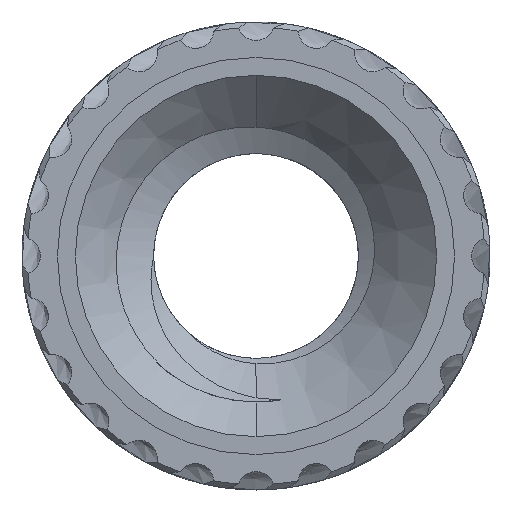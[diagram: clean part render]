
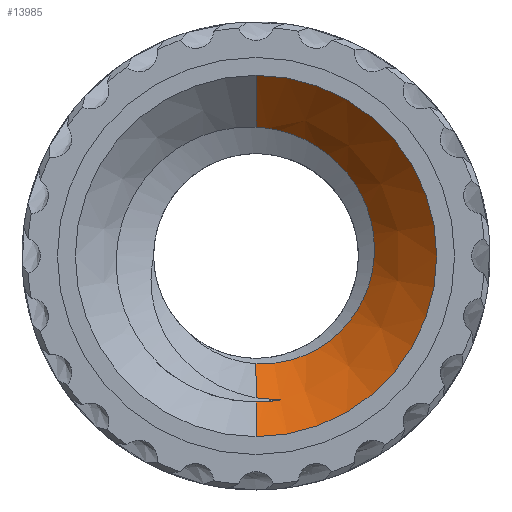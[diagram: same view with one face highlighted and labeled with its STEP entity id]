
A CAD part, front view. The second image highlights one B-rep face of the part: STEP entity #13985.
In plain terms, the highlighted conical face has half-angle 45 degrees and reference radius 2.138 mm.
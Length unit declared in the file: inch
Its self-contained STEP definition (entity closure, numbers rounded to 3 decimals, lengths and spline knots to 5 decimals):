
#362 = VERTEX_POINT ( 'NONE', #3923 ) ;
#378 = CARTESIAN_POINT ( 'NONE',  ( 0., 0., -0.08417 ) ) ;
#602 = VERTEX_POINT ( 'NONE', #10014 ) ;
#861 = CARTESIAN_POINT ( 'NONE',  ( 0., 0., 0. ) ) ;
#962 = CONICAL_SURFACE ( 'NONE', #10669, 0.08417, 0.785 ) ;
#1033 = CARTESIAN_POINT ( 'NONE',  ( 0.0279, 0.03224, -0.04394 ) ) ;
#1044 = CARTESIAN_POINT ( 'NONE',  ( 0.01125, 0.01617, -0.06706 ) ) ;
#1087 = CARTESIAN_POINT ( 'NONE',  ( 0.0336, 0.02607, 0.04794 ) ) ;
#1664 = VERTEX_POINT ( 'NONE', #378 ) ;
#1815 = CARTESIAN_POINT ( 'NONE',  ( 0., 0., -0.08417 ) ) ;
#1829 = EDGE_LOOP ( 'NONE', ( #11495, #8690, #4550, #5301, #3667, #13008, #6813 ) ) ;
#1934 = CARTESIAN_POINT ( 'NONE',  ( 0., 0.01617, -0.068 ) ) ;
#2216 = CARTESIAN_POINT ( 'NONE',  ( 0.03675, 0.0316, -0.03775 ) ) ;
#2228 = CARTESIAN_POINT ( 'NONE',  ( 0.0037, 0.01745, -0.06671 ) ) ;
#2270 = CARTESIAN_POINT ( 'NONE',  ( 0.01765, 0.02507, 0.05651 ) ) ;
#2881 = EDGE_CURVE ( 'NONE', #1664, #3127, #4878, .T. ) ;
#3127 = VERTEX_POINT ( 'NONE', #14381 ) ;
#3223 = DIRECTION ( 'NONE',  ( 0., -1., 0. ) ) ;
#3378 = DIRECTION ( 'NONE',  ( 0., -1., 0. ) ) ;
#3391 = CARTESIAN_POINT ( 'NONE',  ( 0.04852, 0.03053, -0.02397 ) ) ;
#3445 = CARTESIAN_POINT ( 'NONE',  ( 0.00717, 0.02449, 0.05936 ) ) ;
#3451 = VECTOR ( 'NONE', #13140, 39.37008 ) ;
#3667 = ORIENTED_EDGE ( 'NONE', *, *, #13492, .F. ) ;
#3921 = VECTOR ( 'NONE', #14307, 39.37008 ) ;
#3923 = CARTESIAN_POINT ( 'NONE',  ( 0., 0.01808, -0.06609 ) ) ;
#4103 = B_SPLINE_CURVE_WITH_KNOTS ( 'NONE', 3,
 ( #1044, #9102, #2228, #10240 ),
 .UNSPECIFIED., .F., .F.,
 ( 4, 4 ),
 ( 0., 0.00029 ),
 .UNSPECIFIED. ) ;
#4392 = CARTESIAN_POINT ( 'NONE',  ( 0., 0.02412, 0.06005 ) ) ;
#4459 = CARTESIAN_POINT ( 'NONE',  ( 0., 0., 0. ) ) ;
#4550 = ORIENTED_EDGE ( 'NONE', *, *, #5754, .T. ) ;
#4555 = CARTESIAN_POINT ( 'NONE',  ( 0.05361, 0.02967, -0.01042 ) ) ;
#4600 = CARTESIAN_POINT ( 'NONE',  ( 0., 0.02412, 0.06005 ) ) ;
#4878 = CIRCLE ( 'NONE', #7102, 0.08417 ) ;
#5086 = EDGE_CURVE ( 'NONE', #12504, #1664, #6856, .T. ) ;
#5301 = ORIENTED_EDGE ( 'NONE', *, *, #10233, .F. ) ;
#5332 = B_SPLINE_CURVE_WITH_KNOTS ( 'NONE', 3,
 ( #6796, #13439, #14496, #7957, #1033, #9089, #2216, #10226, #3391, #11323, #4555, #12440, #5701, #13496, #6852, #14543, #8002, #1087, #9140, #2270, #10273, #3445, #11375, #4600 ),
 .UNSPECIFIED., .F., .F.,
 ( 4, 2, 2, 2, 2, 2, 2, 2, 2, 2, 2, 4 ),
 ( 0.00096, 0.00151, 0.00179, 0.00206, 0.00261, 0.00289, 0.00316, 0.00371, 0.00426, 0.00481, 0.00508, 0.00536 ),
 .UNSPECIFIED. ) ;
#5608 = DIRECTION ( 'NONE',  ( 0., 0., -1. ) ) ;
#5701 = CARTESIAN_POINT ( 'NONE',  ( 0.05522, 0.02907, 0.00032 ) ) ;
#5754 = EDGE_CURVE ( 'NONE', #11448, #362, #6659, .T. ) ;
#6571 = CIRCLE ( 'NONE', #7155, 0.068 ) ;
#6597 = CARTESIAN_POINT ( 'NONE',  ( 0., 0., 0.08417 ) ) ;
#6659 = LINE ( 'NONE', #12391, #9345 ) ;
#6796 = CARTESIAN_POINT ( 'NONE',  ( 0., 0.03404, -0.05012 ) ) ;
#6813 = ORIENTED_EDGE ( 'NONE', *, *, #2881, .T. ) ;
#6852 = CARTESIAN_POINT ( 'NONE',  ( 0.05352, 0.02804, 0.01837 ) ) ;
#6856 = LINE ( 'NONE', #1815, #3451 ) ;
#7102 = AXIS2_PLACEMENT_3D ( 'NONE', #4459, #12348, #5608 ) ;
#7155 = AXIS2_PLACEMENT_3D ( 'NONE', #10215, #3378, #11309 ) ;
#7470 = FACE_OUTER_BOUND ( 'NONE', #1829, .T. ) ;
#7957 = CARTESIAN_POINT ( 'NONE',  ( 0.02462, 0.03247, -0.0456 ) ) ;
#8002 = CARTESIAN_POINT ( 'NONE',  ( 0.04376, 0.02683, 0.03774 ) ) ;
#8690 = ORIENTED_EDGE ( 'NONE', *, *, #13625, .F. ) ;
#9089 = CARTESIAN_POINT ( 'NONE',  ( 0.03396, 0.03181, -0.04002 ) ) ;
#9102 = CARTESIAN_POINT ( 'NONE',  ( 0.00745, 0.01682, -0.06704 ) ) ;
#9140 = CARTESIAN_POINT ( 'NONE',  ( 0.02753, 0.02566, 0.05212 ) ) ;
#9345 = VECTOR ( 'NONE', #11228, 39.37008 ) ;
#9706 = CARTESIAN_POINT ( 'NONE',  ( 0., 0.03404, -0.05012 ) ) ;
#10014 = CARTESIAN_POINT ( 'NONE',  ( 0.01125, 0.01617, -0.06706 ) ) ;
#10062 = DIRECTION ( 'NONE',  ( 0., 0., -1. ) ) ;
#10215 = CARTESIAN_POINT ( 'NONE',  ( 0., 0.01617, 0. ) ) ;
#10226 = CARTESIAN_POINT ( 'NONE',  ( 0.04446, 0.03098, -0.03009 ) ) ;
#10233 = EDGE_CURVE ( 'NONE', #602, #362, #4103, .T. ) ;
#10240 = CARTESIAN_POINT ( 'NONE',  ( 0., 0.01808, -0.06609 ) ) ;
#10273 = CARTESIAN_POINT ( 'NONE',  ( 0.01418, 0.02487, 0.05769 ) ) ;
#10669 = AXIS2_PLACEMENT_3D ( 'NONE', #861, #3223, #10062 ) ;
#10838 = EDGE_CURVE ( 'NONE', #11292, #3127, #12577, .T. ) ;
#11228 = DIRECTION ( 'NONE',  ( 0., -0.707, -0.707 ) ) ;
#11292 = VERTEX_POINT ( 'NONE', #4392 ) ;
#11309 = DIRECTION ( 'NONE',  ( 0., 0., -1. ) ) ;
#11323 = CARTESIAN_POINT ( 'NONE',  ( 0.0526, 0.02988, -0.01388 ) ) ;
#11375 = CARTESIAN_POINT ( 'NONE',  ( 0.00361, 0.0243, 0.05987 ) ) ;
#11448 = VERTEX_POINT ( 'NONE', #9706 ) ;
#11495 = ORIENTED_EDGE ( 'NONE', *, *, #10838, .F. ) ;
#12348 = DIRECTION ( 'NONE',  ( 0., -1., 0. ) ) ;
#12391 = CARTESIAN_POINT ( 'NONE',  ( 0., 0., -0.08417 ) ) ;
#12440 = CARTESIAN_POINT ( 'NONE',  ( 0.05492, 0.02926, -0.00334 ) ) ;
#12504 = VERTEX_POINT ( 'NONE', #1934 ) ;
#12577 = LINE ( 'NONE', #6597, #3921 ) ;
#13008 = ORIENTED_EDGE ( 'NONE', *, *, #5086, .T. ) ;
#13140 = DIRECTION ( 'NONE',  ( 0., -0.707, -0.707 ) ) ;
#13439 = CARTESIAN_POINT ( 'NONE',  ( 0.0072, 0.03361, -0.05055 ) ) ;
#13492 = EDGE_CURVE ( 'NONE', #12504, #602, #6571, .T. ) ;
#13496 = CARTESIAN_POINT ( 'NONE',  ( 0.05505, 0.02847, 0.01114 ) ) ;
#13625 = EDGE_CURVE ( 'NONE', #11448, #11292, #5332, .T. ) ;
#13985 = ADVANCED_FACE ( 'NONE', ( #7470 ), #962, .F. ) ;
#14307 = DIRECTION ( 'NONE',  ( 0., -0.707, 0.707 ) ) ;
#14381 = CARTESIAN_POINT ( 'NONE',  ( 0., 0., 0.08417 ) ) ;
#14496 = CARTESIAN_POINT ( 'NONE',  ( 0.01453, 0.03315, -0.04943 ) ) ;
#14543 = CARTESIAN_POINT ( 'NONE',  ( 0.04791, 0.02722, 0.03161 ) ) ;
